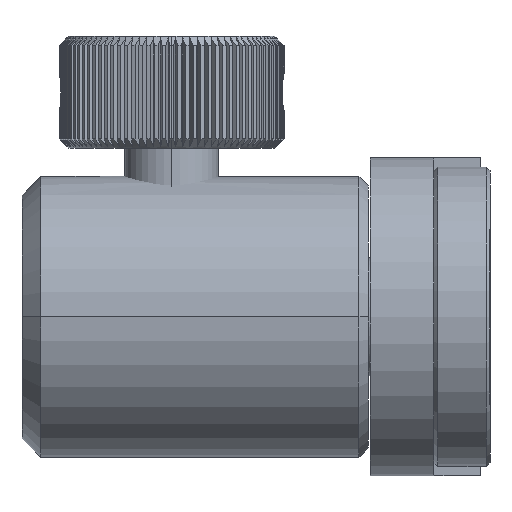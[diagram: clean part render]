
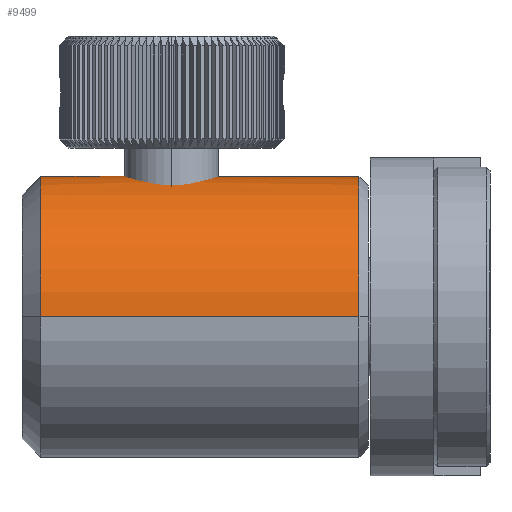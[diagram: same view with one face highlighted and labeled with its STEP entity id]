
A CAD part, left-side view. The second image highlights one B-rep face of the part: STEP entity #9499.
In plain terms, the highlighted cylindrical face has radius 7.5 mm (diameter 15 mm), a partial arc.
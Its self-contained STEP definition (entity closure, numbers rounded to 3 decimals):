
#32 = CARTESIAN_POINT ( 'NONE',  ( -0.934, 18.886, 7.443 ) ) ;
#369 = CYLINDRICAL_SURFACE ( 'NONE', #7693, 7.5 ) ;
#713 = CARTESIAN_POINT ( 'NONE',  ( 0.138, 14.9, 7.5 ) ) ;
#800 = CARTESIAN_POINT ( 'NONE',  ( 2.032, 16.454, 7.219 ) ) ;
#914 = CARTESIAN_POINT ( 'NONE',  ( -1.387, 15.417, 7.371 ) ) ;
#951 = EDGE_LOOP ( 'NONE', ( #15554, #6426 ) ) ;
#993 = CARTESIAN_POINT ( 'NONE',  ( -0.139, 19.1, 7.5 ) ) ;
#1074 = CARTESIAN_POINT ( 'NONE',  ( -2.1, 17.138, 7.2 ) ) ;
#1152 = CARTESIAN_POINT ( 'NONE',  ( -0.931, 15.113, 7.443 ) ) ;
#1497 = CARTESIAN_POINT ( 'NONE',  ( 0., 25., 0. ) ) ;
#1503 = EDGE_CURVE ( 'NONE', #1927, #14807, #8616, .T. ) ;
#1611 = VECTOR ( 'NONE', #15102, 1000. ) ;
#1714 = VERTEX_POINT ( 'NONE', #7106 ) ;
#1773 = CARTESIAN_POINT ( 'NONE',  ( 1.834, 15.94, 7.273 ) ) ;
#1856 = CARTESIAN_POINT ( 'NONE',  ( 2.1, 17.139, 7.2 ) ) ;
#1927 = VERTEX_POINT ( 'NONE', #10566 ) ;
#2207 = CARTESIAN_POINT ( 'NONE',  ( -1.834, 18.058, 7.273 ) ) ;
#2289 = DIRECTION ( 'NONE',  ( 0., 1., 0. ) ) ;
#2369 = CARTESIAN_POINT ( 'NONE',  ( 0., 7., 0. ) ) ;
#2447 = CARTESIAN_POINT ( 'NONE',  ( -1.283, 18.668, 7.39 ) ) ;
#2458 = CARTESIAN_POINT ( 'NONE',  ( 7.5, 25., 0. ) ) ;
#2630 = CARTESIAN_POINT ( 'NONE',  ( 0., 19.1, 7.5 ) ) ;
#2633 = DIRECTION ( 'NONE',  ( -1., 0., 0. ) ) ;
#2983 = CARTESIAN_POINT ( 'NONE',  ( 1.283, 15.332, 7.39 ) ) ;
#3060 = CARTESIAN_POINT ( 'NONE',  ( 1.056, 15.18, 7.426 ) ) ;
#3140 = CARTESIAN_POINT ( 'NONE',  ( 0., 19.1, 7.5 ) ) ;
#3499 = CARTESIAN_POINT ( 'NONE',  ( -1.054, 15.179, 7.426 ) ) ;
#3582 = CARTESIAN_POINT ( 'NONE',  ( -1.669, 15.718, 7.312 ) ) ;
#3977 = CARTESIAN_POINT ( 'NONE',  ( -7.5, 25., 0. ) ) ;
#4208 = EDGE_CURVE ( 'NONE', #14807, #6089, #6623, .T. ) ;
#4212 = B_SPLINE_CURVE_WITH_KNOTS ( 'NONE', 3,
 ( #9705, #9550, #4716, #1152, #3499, #14627, #914, #6154, #3582, #5916, #7206, #8421, #5831, #13502, #14711, #1074, #6075, #15921, #4874, #2207, #7124, #11081, #2447, #7372, #32, #4956, #7052, #9870, #993, #13339 ),
 .UNSPECIFIED., .F., .F.,
 ( 4, 2, 2, 2, 2, 2, 2, 2, 2, 2, 2, 2, 2, 2, 4 ),
 ( 0.007, 0.007, 0.008, 0.008, 0.009, 0.009, 0.009, 0.01, 0.01, 0.011, 0.012, 0.012, 0.012, 0.013, 0.013 ),
 .UNSPECIFIED. ) ;
#4278 = CARTESIAN_POINT ( 'NONE',  ( 1.054, 18.822, 7.426 ) ) ;
#4462 = CARTESIAN_POINT ( 'NONE',  ( 0., 24., 0. ) ) ;
#4511 = CARTESIAN_POINT ( 'NONE',  ( 0.549, 14.968, 7.481 ) ) ;
#4716 = CARTESIAN_POINT ( 'NONE',  ( -0.552, 14.955, 7.484 ) ) ;
#4874 = CARTESIAN_POINT ( 'NONE',  ( -1.992, 17.679, 7.231 ) ) ;
#4956 = CARTESIAN_POINT ( 'NONE',  ( -0.681, 18.991, 7.47 ) ) ;
#5044 = LINE ( 'NONE', #2458, #12414 ) ;
#5111 = AXIS2_PLACEMENT_3D ( 'NONE', #2369, #2289, #9789 ) ;
#5366 = FACE_BOUND ( 'NONE', #951, .T. ) ;
#5481 = CARTESIAN_POINT ( 'NONE',  ( 0.933, 15.114, 7.443 ) ) ;
#5506 = DIRECTION ( 'NONE',  ( 0., -1., 0. ) ) ;
#5831 = CARTESIAN_POINT ( 'NONE',  ( -2.032, 16.453, 7.22 ) ) ;
#5916 = CARTESIAN_POINT ( 'NONE',  ( -1.821, 15.945, 7.276 ) ) ;
#6075 = CARTESIAN_POINT ( 'NONE',  ( -2.087, 17.274, 7.204 ) ) ;
#6089 = VERTEX_POINT ( 'NONE', #9764 ) ;
#6154 = CARTESIAN_POINT ( 'NONE',  ( -1.581, 15.611, 7.332 ) ) ;
#6426 = ORIENTED_EDGE ( 'NONE', *, *, #9784, .T. ) ;
#6553 = AXIS2_PLACEMENT_3D ( 'NONE', #4462, #5506, #10664 ) ;
#6576 = FACE_OUTER_BOUND ( 'NONE', #11815, .T. ) ;
#6608 = CARTESIAN_POINT ( 'NONE',  ( 2.1, 16.864, 7.2 ) ) ;
#6623 = LINE ( 'NONE', #3977, #1611 ) ;
#6688 = CARTESIAN_POINT ( 'NONE',  ( 0.001, 14.9, 7.5 ) ) ;
#6925 = CARTESIAN_POINT ( 'NONE',  ( 0.68, 18.992, 7.47 ) ) ;
#7052 = CARTESIAN_POINT ( 'NONE',  ( -0.547, 19.032, 7.481 ) ) ;
#7106 = CARTESIAN_POINT ( 'NONE',  ( 7.5, 7., 0. ) ) ;
#7124 = CARTESIAN_POINT ( 'NONE',  ( -1.678, 18.291, 7.312 ) ) ;
#7206 = CARTESIAN_POINT ( 'NONE',  ( -1.885, 16.065, 7.259 ) ) ;
#7372 = CARTESIAN_POINT ( 'NONE',  ( -1.055, 18.821, 7.426 ) ) ;
#7467 = CARTESIAN_POINT ( 'NONE',  ( -7.5, 24., 0. ) ) ;
#7693 = AXIS2_PLACEMENT_3D ( 'NONE', #1497, #12647, #2633 ) ;
#8065 = CARTESIAN_POINT ( 'NONE',  ( 0.934, 18.886, 7.443 ) ) ;
#8404 = VERTEX_POINT ( 'NONE', #2630 ) ;
#8421 = CARTESIAN_POINT ( 'NONE',  ( -1.992, 16.321, 7.231 ) ) ;
#8462 = CIRCLE ( 'NONE', #5111, 7.5 ) ;
#8616 = CIRCLE ( 'NONE', #6553, 7.5 ) ;
#9113 = CARTESIAN_POINT ( 'NONE',  ( 2.032, 17.547, 7.219 ) ) ;
#9183 = CARTESIAN_POINT ( 'NONE',  ( 1.834, 18.059, 7.273 ) ) ;
#9263 = CARTESIAN_POINT ( 'NONE',  ( 1.678, 18.292, 7.313 ) ) ;
#9499 = ADVANCED_FACE ( 'NONE', ( #6576, #5366 ), #369, .T. ) ;
#9534 = ORIENTED_EDGE ( 'NONE', *, *, #9723, .T. ) ;
#9550 = CARTESIAN_POINT ( 'NONE',  ( -0.274, 14.9, 7.5 ) ) ;
#9705 = CARTESIAN_POINT ( 'NONE',  ( 0.001, 14.9, 7.5 ) ) ;
#9723 = EDGE_CURVE ( 'NONE', #6089, #1714, #8462, .T. ) ;
#9752 = ORIENTED_EDGE ( 'NONE', *, *, #14792, .F. ) ;
#9764 = CARTESIAN_POINT ( 'NONE',  ( -7.5, 7., 0. ) ) ;
#9784 = EDGE_CURVE ( 'NONE', #11902, #8404, #4212, .T. ) ;
#9789 = DIRECTION ( 'NONE',  ( 1., 0., 0. ) ) ;
#9832 = ORIENTED_EDGE ( 'NONE', *, *, #4208, .T. ) ;
#9870 = CARTESIAN_POINT ( 'NONE',  ( -0.277, 19.086, 7.496 ) ) ;
#10128 = DIRECTION ( 'NONE',  ( 0., -1., 0. ) ) ;
#10216 = ORIENTED_EDGE ( 'NONE', *, *, #1503, .T. ) ;
#10297 = B_SPLINE_CURVE_WITH_KNOTS ( 'NONE', 3,
 ( #3140, #12980, #15250, #11757, #6925, #8065, #4278, #12908, #12827, #9263, #9183, #10326, #9113, #10402, #1856, #6608, #15324, #800, #14190, #1773, #15555, #11839, #2983, #3060, #5481, #11685, #4511, #13960, #713, #6688 ),
 .UNSPECIFIED., .F., .F.,
 ( 4, 2, 2, 2, 2, 2, 2, 2, 2, 2, 2, 2, 2, 2, 4 ),
 ( 0., 0., 0.001, 0.001, 0.002, 0.002, 0.003, 0.003, 0.004, 0.004, 0.005, 0.005, 0.006, 0.006, 0.007 ),
 .UNSPECIFIED. ) ;
#10326 = CARTESIAN_POINT ( 'NONE',  ( 1.991, 17.68, 7.231 ) ) ;
#10402 = CARTESIAN_POINT ( 'NONE',  ( 2.086, 17.276, 7.204 ) ) ;
#10566 = CARTESIAN_POINT ( 'NONE',  ( 7.5, 24., 0. ) ) ;
#10664 = DIRECTION ( 'NONE',  ( 1., 0., 0. ) ) ;
#11081 = CARTESIAN_POINT ( 'NONE',  ( -1.39, 18.58, 7.371 ) ) ;
#11685 = CARTESIAN_POINT ( 'NONE',  ( 0.68, 15.008, 7.47 ) ) ;
#11757 = CARTESIAN_POINT ( 'NONE',  ( 0.546, 19.032, 7.481 ) ) ;
#11815 = EDGE_LOOP ( 'NONE', ( #9752, #10216, #9832, #9534 ) ) ;
#11839 = CARTESIAN_POINT ( 'NONE',  ( 1.388, 15.418, 7.371 ) ) ;
#11902 = VERTEX_POINT ( 'NONE', #13443 ) ;
#12414 = VECTOR ( 'NONE', #10128, 1000. ) ;
#12647 = DIRECTION ( 'NONE',  ( 0., -1., 0. ) ) ;
#12827 = CARTESIAN_POINT ( 'NONE',  ( 1.389, 18.581, 7.371 ) ) ;
#12908 = CARTESIAN_POINT ( 'NONE',  ( 1.282, 18.669, 7.391 ) ) ;
#12980 = CARTESIAN_POINT ( 'NONE',  ( 0.139, 19.1, 7.5 ) ) ;
#13339 = CARTESIAN_POINT ( 'NONE',  ( 0., 19.1, 7.5 ) ) ;
#13443 = CARTESIAN_POINT ( 'NONE',  ( 0.001, 14.9, 7.5 ) ) ;
#13502 = CARTESIAN_POINT ( 'NONE',  ( -2.086, 16.722, 7.204 ) ) ;
#13960 = CARTESIAN_POINT ( 'NONE',  ( 0.278, 14.914, 7.496 ) ) ;
#14190 = CARTESIAN_POINT ( 'NONE',  ( 1.993, 16.323, 7.231 ) ) ;
#14217 = EDGE_CURVE ( 'NONE', #8404, #11902, #10297, .T. ) ;
#14627 = CARTESIAN_POINT ( 'NONE',  ( -1.282, 15.331, 7.391 ) ) ;
#14711 = CARTESIAN_POINT ( 'NONE',  ( -2.1, 16.861, 7.2 ) ) ;
#14792 = EDGE_CURVE ( 'NONE', #1927, #1714, #5044, .T. ) ;
#14807 = VERTEX_POINT ( 'NONE', #7467 ) ;
#15102 = DIRECTION ( 'NONE',  ( 0., -1., 0. ) ) ;
#15250 = CARTESIAN_POINT ( 'NONE',  ( 0.277, 19.086, 7.496 ) ) ;
#15324 = CARTESIAN_POINT ( 'NONE',  ( 2.086, 16.724, 7.204 ) ) ;
#15554 = ORIENTED_EDGE ( 'NONE', *, *, #14217, .T. ) ;
#15555 = CARTESIAN_POINT ( 'NONE',  ( 1.679, 15.709, 7.312 ) ) ;
#15921 = CARTESIAN_POINT ( 'NONE',  ( -2.033, 17.545, 7.219 ) ) ;
